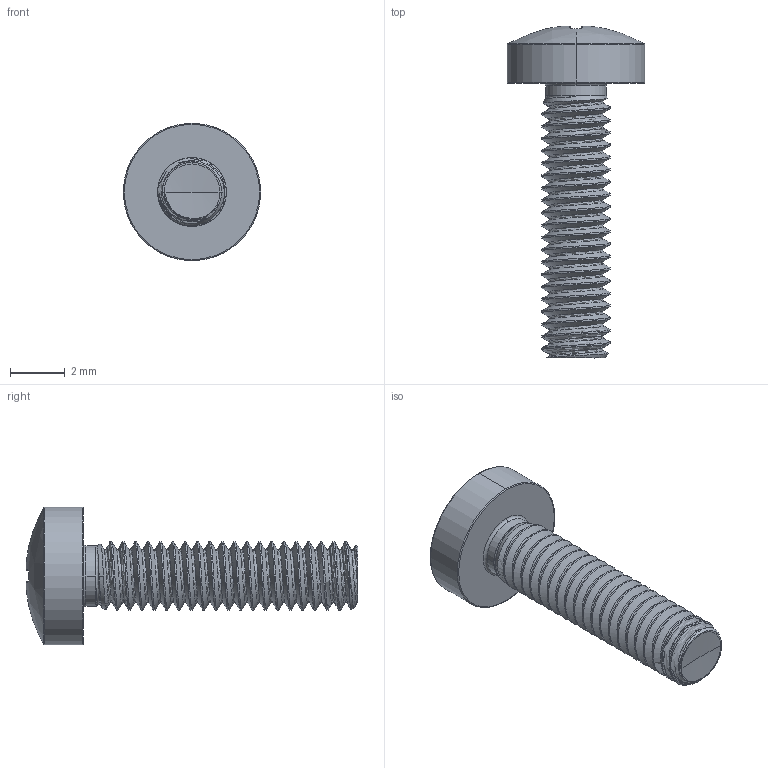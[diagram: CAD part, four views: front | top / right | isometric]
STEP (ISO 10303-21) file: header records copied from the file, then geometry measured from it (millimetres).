
FILE_DESCRIPTION (( 'STEP AP203' ), '1' );
FILE_NAME ('STM320250100.STEP', '2020-12-24T14:27:49', ( '' ), ( '' ), 'SwSTEP 2.0', 'SolidWorks 2015', '' );
FILE_SCHEMA (( 'CONFIG_CONTROL_DESIGN' ));
Length unit declared in the file: millimetre
Products named in the file (2): STM320250100
Bounding box: 5 x 12.08 x 5 mm (x, y, z)
Volume: 71.5 mm3; surface area: 183.7 mm2
Topology: 1 solids, 1 shells, 203 faces, 483 edges, 281 vertices
Faces by surface type: cylinder 65, bspline 46, torus 33, sphere 28, plane 22, cone 9
Entity records: 29552 total; most frequent: CARTESIAN_POINT 25205, ORIENTED_EDGE 962, DIRECTION 808, EDGE_CURVE 481, AXIS2_PLACEMENT_3D 358, VERTEX_POINT 281, EDGE_LOOP 204, ADVANCED_FACE 203
